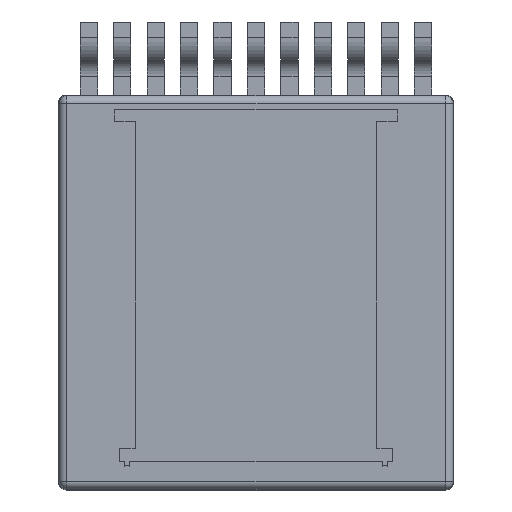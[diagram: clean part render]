
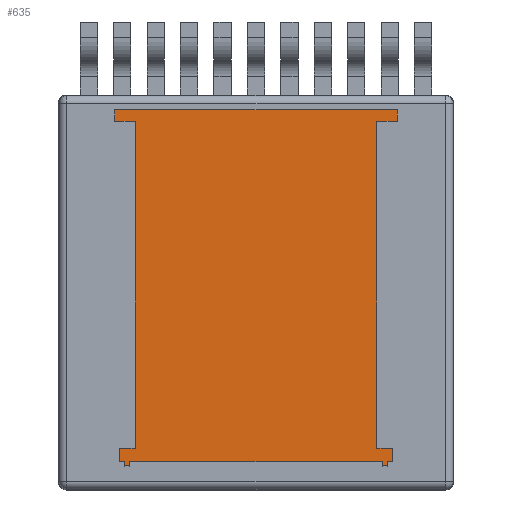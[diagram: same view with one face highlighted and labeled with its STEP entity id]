
A CAD part, front view. The second image highlights one B-rep face of the part: STEP entity #635.
In plain terms, the highlighted planar face has unit normal (0, -1, 0).
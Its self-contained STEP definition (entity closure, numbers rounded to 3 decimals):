
#87=DIRECTION('',(1.,0.,0.));
#88=VECTOR('',#87,10.726);
#89=CARTESIAN_POINT('',(-5.363,-0.4,6.95));
#90=LINE('',#89,#88);
#95=DIRECTION('',(-1.,0.,0.));
#96=VECTOR('',#95,0.773);
#97=CARTESIAN_POINT('',(5.363,-0.4,6.5));
#98=LINE('',#97,#96);
#102=DIRECTION('',(0.,0.,1.));
#103=VECTOR('',#102,12.42);
#104=CARTESIAN_POINT('',(4.59,-0.4,-5.92));
#105=LINE('',#104,#103);
#109=DIRECTION('',(-1.,0.,0.));
#110=VECTOR('',#109,0.6);
#111=CARTESIAN_POINT('',(5.19,-0.4,-5.92));
#112=LINE('',#111,#110);
#116=DIRECTION('',(0.,0.,1.));
#117=VECTOR('',#116,0.5);
#118=CARTESIAN_POINT('',(5.19,-0.4,-6.42));
#119=LINE('',#118,#117);
#123=DIRECTION('',(1.,0.,0.));
#124=VECTOR('',#123,0.2);
#125=CARTESIAN_POINT('',(4.99,-0.4,-6.42));
#126=LINE('',#125,#124);
#130=DIRECTION('',(1.,0.,0.));
#131=VECTOR('',#130,9.58);
#132=CARTESIAN_POINT('',(-4.79,-0.4,-6.42));
#133=LINE('',#132,#131);
#137=DIRECTION('',(1.,0.,0.));
#138=VECTOR('',#137,0.2);
#139=CARTESIAN_POINT('',(-5.19,-0.4,-6.42));
#140=LINE('',#139,#138);
#144=DIRECTION('',(0.,0.,-1.));
#145=VECTOR('',#144,0.5);
#146=CARTESIAN_POINT('',(-5.19,-0.4,-5.92));
#147=LINE('',#146,#145);
#151=DIRECTION('',(-1.,0.,0.));
#152=VECTOR('',#151,0.6);
#153=CARTESIAN_POINT('',(-4.59,-0.4,-5.92));
#154=LINE('',#153,#152);
#158=DIRECTION('',(0.,0.,-1.));
#159=VECTOR('',#158,12.42);
#160=CARTESIAN_POINT('',(-4.59,-0.4,6.5));
#161=LINE('',#160,#159);
#165=DIRECTION('',(-1.,0.,0.));
#166=VECTOR('',#165,0.773);
#167=CARTESIAN_POINT('',(-4.59,-0.4,6.5));
#168=LINE('',#167,#166);
#298=DIRECTION('',(0.,0.,-1.));
#299=VECTOR('',#298,0.153);
#300=CARTESIAN_POINT('',(-4.99,-0.4,-6.42));
#301=LINE('',#300,#299);
#354=DIRECTION('',(0.,0.,-1.));
#355=VECTOR('',#354,0.153);
#356=CARTESIAN_POINT('',(4.99,-0.4,-6.42));
#357=LINE('',#356,#355);
#368=DIRECTION('',(-1.,0.,0.));
#369=VECTOR('',#368,0.2);
#370=CARTESIAN_POINT('',(4.99,-0.4,-6.573));
#371=LINE('',#370,#369);
#375=DIRECTION('',(0.,0.,-1.));
#376=VECTOR('',#375,0.153);
#377=CARTESIAN_POINT('',(4.79,-0.4,-6.42));
#378=LINE('',#377,#376);
#424=DIRECTION('',(0.,0.,1.));
#425=VECTOR('',#424,0.45);
#426=CARTESIAN_POINT('',(5.363,-0.4,6.5));
#427=LINE('',#426,#425);
#473=DIRECTION('',(0.,0.,-1.));
#474=VECTOR('',#473,0.45);
#475=CARTESIAN_POINT('',(-5.363,-0.4,6.95));
#476=LINE('',#475,#474);
#487=DIRECTION('',(0.,0.,-1.));
#488=VECTOR('',#487,0.153);
#489=CARTESIAN_POINT('',(-4.79,-0.4,-6.42));
#490=LINE('',#489,#488);
#501=DIRECTION('',(1.,0.,0.));
#502=VECTOR('',#501,0.2);
#503=CARTESIAN_POINT('',(-4.99,-0.4,-6.573));
#504=LINE('',#503,#502);
#508=CARTESIAN_POINT('',(4.59,-0.4,-5.92));
#509=CARTESIAN_POINT('',(4.59,-0.4,6.5));
#510=VERTEX_POINT('',#508);
#511=VERTEX_POINT('',#509);
#512=CARTESIAN_POINT('',(5.19,-0.4,-5.92));
#513=VERTEX_POINT('',#512);
#514=CARTESIAN_POINT('',(5.19,-0.4,-6.42));
#515=VERTEX_POINT('',#514);
#516=CARTESIAN_POINT('',(-5.19,-0.4,-5.92));
#517=CARTESIAN_POINT('',(-5.19,-0.4,-6.42));
#518=VERTEX_POINT('',#516);
#519=VERTEX_POINT('',#517);
#520=CARTESIAN_POINT('',(-4.59,-0.4,-5.92));
#521=VERTEX_POINT('',#520);
#522=CARTESIAN_POINT('',(-4.59,-0.4,6.5));
#523=VERTEX_POINT('',#522);
#540=CARTESIAN_POINT('',(-5.363,-0.4,6.5));
#541=VERTEX_POINT('',#540);
#542=CARTESIAN_POINT('',(5.363,-0.4,6.5));
#543=VERTEX_POINT('',#542);
#544=CARTESIAN_POINT('',(4.99,-0.4,-6.573));
#545=CARTESIAN_POINT('',(4.79,-0.4,-6.573));
#546=VERTEX_POINT('',#544);
#547=VERTEX_POINT('',#545);
#548=CARTESIAN_POINT('',(4.99,-0.4,-6.42));
#550=VERTEX_POINT('',#548);
#552=CARTESIAN_POINT('',(4.79,-0.4,-6.42));
#554=VERTEX_POINT('',#552);
#556=CARTESIAN_POINT('',(-4.99,-0.4,-6.573));
#557=CARTESIAN_POINT('',(-4.79,-0.4,-6.573));
#558=VERTEX_POINT('',#556);
#559=VERTEX_POINT('',#557);
#560=CARTESIAN_POINT('',(-4.99,-0.4,-6.42));
#561=VERTEX_POINT('',#560);
#562=CARTESIAN_POINT('',(-4.79,-0.4,-6.42));
#563=VERTEX_POINT('',#562);
#568=CARTESIAN_POINT('',(-5.363,-0.4,6.95));
#569=VERTEX_POINT('',#568);
#570=CARTESIAN_POINT('',(5.363,-0.4,6.95));
#571=VERTEX_POINT('',#570);
#588=CARTESIAN_POINT('',(0.,-0.4,0.));
#589=DIRECTION('',(0.,1.,0.));
#590=DIRECTION('',(1.,0.,0.));
#591=AXIS2_PLACEMENT_3D('',#588,#589,#590);
#592=PLANE('',#591);
#594=ORIENTED_EDGE('',*,*,#593,.T.);
#596=ORIENTED_EDGE('',*,*,#595,.F.);
#598=ORIENTED_EDGE('',*,*,#597,.T.);
#600=ORIENTED_EDGE('',*,*,#599,.F.);
#602=ORIENTED_EDGE('',*,*,#601,.F.);
#604=ORIENTED_EDGE('',*,*,#603,.F.);
#606=ORIENTED_EDGE('',*,*,#605,.F.);
#608=ORIENTED_EDGE('',*,*,#607,.T.);
#610=ORIENTED_EDGE('',*,*,#609,.T.);
#612=ORIENTED_EDGE('',*,*,#611,.F.);
#614=ORIENTED_EDGE('',*,*,#613,.F.);
#616=ORIENTED_EDGE('',*,*,#615,.T.);
#618=ORIENTED_EDGE('',*,*,#617,.F.);
#620=ORIENTED_EDGE('',*,*,#619,.F.);
#622=ORIENTED_EDGE('',*,*,#621,.F.);
#624=ORIENTED_EDGE('',*,*,#623,.F.);
#626=ORIENTED_EDGE('',*,*,#625,.F.);
#628=ORIENTED_EDGE('',*,*,#627,.F.);
#630=ORIENTED_EDGE('',*,*,#629,.T.);
#632=ORIENTED_EDGE('',*,*,#631,.F.);
#633=EDGE_LOOP('',(#594,#596,#598,#600,#602,#604,#606,#608,#610,#612,#614,#616,
#618,#620,#622,#624,#626,#628,#630,#632));
#634=FACE_OUTER_BOUND('',#633,.F.);
#635=ADVANCED_FACE('',(#634),#592,.F.);
#593=EDGE_CURVE('',#569,#571,#90,.T.);
#595=EDGE_CURVE('',#543,#571,#427,.T.);
#597=EDGE_CURVE('',#543,#511,#98,.T.);
#599=EDGE_CURVE('',#510,#511,#105,.T.);
#601=EDGE_CURVE('',#513,#510,#112,.T.);
#603=EDGE_CURVE('',#515,#513,#119,.T.);
#605=EDGE_CURVE('',#550,#515,#126,.T.);
#607=EDGE_CURVE('',#550,#546,#357,.T.);
#609=EDGE_CURVE('',#546,#547,#371,.T.);
#611=EDGE_CURVE('',#554,#547,#378,.T.);
#613=EDGE_CURVE('',#563,#554,#133,.T.);
#615=EDGE_CURVE('',#563,#559,#490,.T.);
#617=EDGE_CURVE('',#558,#559,#504,.T.);
#619=EDGE_CURVE('',#561,#558,#301,.T.);
#621=EDGE_CURVE('',#519,#561,#140,.T.);
#623=EDGE_CURVE('',#518,#519,#147,.T.);
#625=EDGE_CURVE('',#521,#518,#154,.T.);
#627=EDGE_CURVE('',#523,#521,#161,.T.);
#629=EDGE_CURVE('',#523,#541,#168,.T.);
#631=EDGE_CURVE('',#569,#541,#476,.T.);
